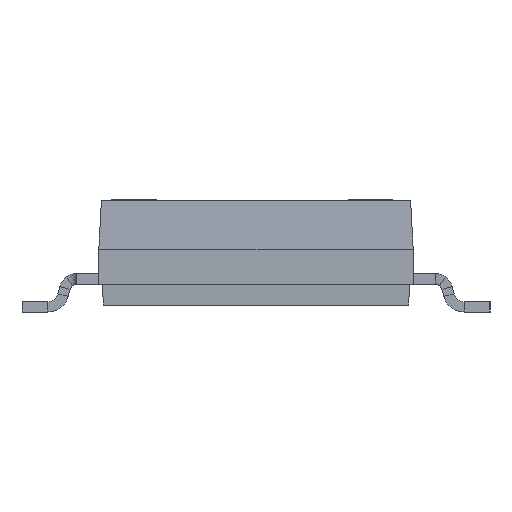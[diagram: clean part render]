
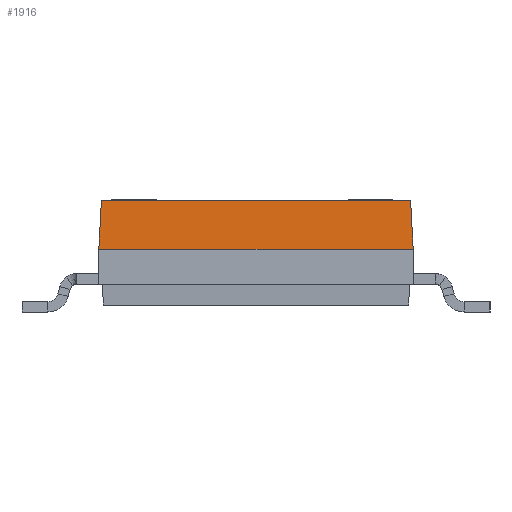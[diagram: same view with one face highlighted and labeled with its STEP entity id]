
A CAD part, left-side view. The second image highlights one B-rep face of the part: STEP entity #1916.
In plain terms, the highlighted planar face has unit normal (-0.999, 0, 0.052).
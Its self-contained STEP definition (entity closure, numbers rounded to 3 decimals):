
#1916=ADVANCED_FACE('',(#5063),#5065,.T.);
#5063=FACE_BOUND('',#5064,.T.);
#5064=EDGE_LOOP('',(#7477,#7478,#7479,#7480));
#5065=PLANE('',#5066);
#5066=AXIS2_PLACEMENT_3D('',#5067,#5068,#5069);
#5067=CARTESIAN_POINT('',(-6.965,2.25,0.9));
#5068=DIRECTION('',(-0.999,0.,0.052));
#5069=DIRECTION('',(0.,-1.,0.));
#7477=ORIENTED_EDGE('',*,*,#9053,.T.);
#7478=ORIENTED_EDGE('',*,*,#9021,.T.);
#7479=ORIENTED_EDGE('',*,*,#8623,.F.);
#7480=ORIENTED_EDGE('',*,*,#9040,.F.);
#8623=EDGE_CURVE('',#9618,#9620,#9621,.T.);
#9021=EDGE_CURVE('',#10297,#9620,#10298,.T.);
#9040=EDGE_CURVE('',#10325,#9618,#10327,.T.);
#9053=EDGE_CURVE('',#10325,#10297,#10345,.T.);
#9618=VERTEX_POINT('',#11400);
#9620=VERTEX_POINT('',#11404);
#9621=LINE('',#11405,#11406);
#10297=VERTEX_POINT('',#12998);
#10298=LINE('',#12999,#13000);
#10325=VERTEX_POINT('',#13063);
#10327=LINE('',#13067,#13068);
#10345=LINE('',#13113,#13114);
#11400=CARTESIAN_POINT('',(-6.928,2.213,1.6));
#11404=CARTESIAN_POINT('',(-6.928,-2.213,1.6));
#11405=CARTESIAN_POINT('',(-6.928,2.213,1.6));
#11406=VECTOR('',#11407,1.);
#11407=DIRECTION('',(0.,-1.,0.));
#12998=CARTESIAN_POINT('',(-6.965,-2.25,0.9));
#12999=CARTESIAN_POINT('',(-6.965,-2.25,0.9));
#13000=VECTOR('',#13001,1.);
#13001=DIRECTION('',(0.052,0.052,0.997));
#13063=CARTESIAN_POINT('',(-6.965,2.25,0.9));
#13067=CARTESIAN_POINT('',(-6.965,2.25,0.9));
#13068=VECTOR('',#13069,1.);
#13069=DIRECTION('',(0.052,-0.052,0.997));
#13113=CARTESIAN_POINT('',(-6.965,2.25,0.9));
#13114=VECTOR('',#13115,1.);
#13115=DIRECTION('',(0.,-1.,0.));
